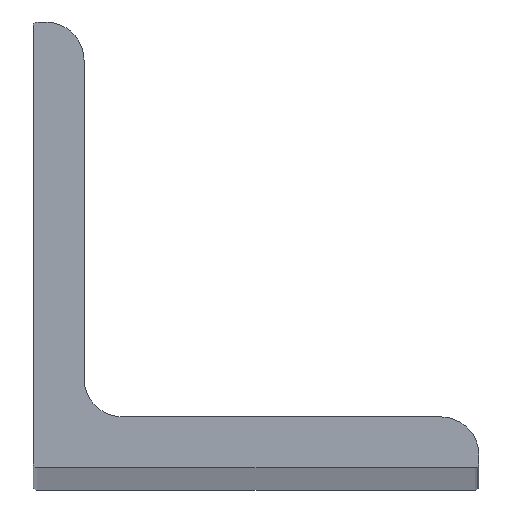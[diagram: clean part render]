
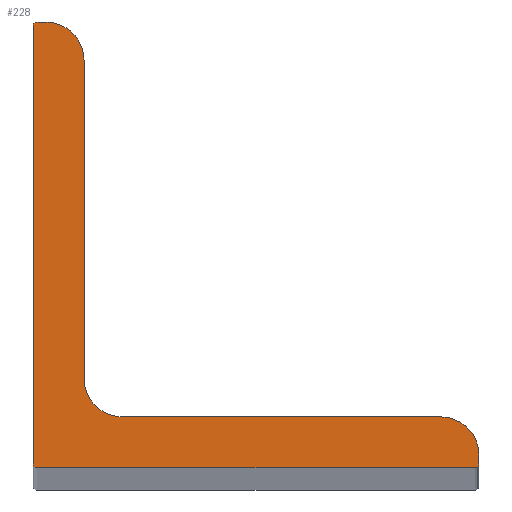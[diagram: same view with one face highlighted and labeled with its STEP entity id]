
A CAD part, top view. The second image highlights one B-rep face of the part: STEP entity #228.
In plain terms, the highlighted planar face has unit normal (0, 0, 1).
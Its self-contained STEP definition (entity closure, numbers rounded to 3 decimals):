
#2 = VECTOR ( 'NONE', #473, 1000. ) ;
#3 = EDGE_CURVE ( 'NONE', #183, #382, #24, .T. ) ;
#5 = LINE ( 'NONE', #358, #361 ) ;
#11 = DIRECTION ( 'NONE',  ( 0., 0., -1. ) ) ;
#13 = DIRECTION ( 'NONE',  ( 0., 0., 1. ) ) ;
#14 = ORIENTED_EDGE ( 'NONE', *, *, #78, .T. ) ;
#20 = VERTEX_POINT ( 'NONE', #329 ) ;
#24 = LINE ( 'NONE', #359, #218 ) ;
#25 = CARTESIAN_POINT ( 'NONE',  ( 4., 7., 1000. ) ) ;
#27 = CIRCLE ( 'NONE', #443, 0.3 ) ;
#28 = CARTESIAN_POINT ( 'NONE',  ( 0., 0., 1000. ) ) ;
#29 = VERTEX_POINT ( 'NONE', #25 ) ;
#35 = CIRCLE ( 'NONE', #438, 3. ) ;
#36 = CARTESIAN_POINT ( 'NONE',  ( 34.7, 0., 1000. ) ) ;
#39 = CARTESIAN_POINT ( 'NONE',  ( 35., 1., 1000. ) ) ;
#42 = VERTEX_POINT ( 'NONE', #462 ) ;
#43 = CARTESIAN_POINT ( 'NONE',  ( 7., 7., 1000. ) ) ;
#50 = DIRECTION ( 'NONE',  ( -1., 0., 0. ) ) ;
#53 = ORIENTED_EDGE ( 'NONE', *, *, #405, .T. ) ;
#54 = CARTESIAN_POINT ( 'NONE',  ( 32., 4., 1000. ) ) ;
#56 = DIRECTION ( 'NONE',  ( 0., 0., 1. ) ) ;
#57 = ORIENTED_EDGE ( 'NONE', *, *, #213, .T. ) ;
#62 = EDGE_CURVE ( 'NONE', #29, #77, #98, .T. ) ;
#77 = VERTEX_POINT ( 'NONE', #246 ) ;
#78 = EDGE_CURVE ( 'NONE', #160, #307, #286, .T. ) ;
#79 = VECTOR ( 'NONE', #262, 1000. ) ;
#88 = AXIS2_PLACEMENT_3D ( 'NONE', #278, #240, #385 ) ;
#93 = DIRECTION ( 'NONE',  ( -1., 0., 0. ) ) ;
#94 = ORIENTED_EDGE ( 'NONE', *, *, #221, .T. ) ;
#98 = LINE ( 'NONE', #176, #466 ) ;
#106 = DIRECTION ( 'NONE',  ( 0., 0., 1. ) ) ;
#120 = ORIENTED_EDGE ( 'NONE', *, *, #222, .T. ) ;
#125 = PLANE ( 'NONE',  #88 ) ;
#139 = DIRECTION ( 'NONE',  ( -1., 0., 0. ) ) ;
#145 = CARTESIAN_POINT ( 'NONE',  ( 0.3, 35., 1000. ) ) ;
#146 = CIRCLE ( 'NONE', #293, 3. ) ;
#148 = CARTESIAN_POINT ( 'NONE',  ( 0., 34.7, 1000. ) ) ;
#151 = LINE ( 'NONE', #28, #79 ) ;
#156 = LINE ( 'NONE', #198, #346 ) ;
#157 = ORIENTED_EDGE ( 'NONE', *, *, #62, .T. ) ;
#160 = VERTEX_POINT ( 'NONE', #39 ) ;
#163 = ORIENTED_EDGE ( 'NONE', *, *, #313, .T. ) ;
#172 = DIRECTION ( 'NONE',  ( -1., 0., 0. ) ) ;
#173 = CARTESIAN_POINT ( 'NONE',  ( 35., 0.3, 1000. ) ) ;
#176 = CARTESIAN_POINT ( 'NONE',  ( 4., 4., 1000. ) ) ;
#177 = EDGE_CURVE ( 'NONE', #416, #20, #156, .T. ) ;
#180 = CIRCLE ( 'NONE', #459, 0.3 ) ;
#183 = VERTEX_POINT ( 'NONE', #200 ) ;
#187 = LINE ( 'NONE', #402, #2 ) ;
#198 = CARTESIAN_POINT ( 'NONE',  ( 0., 35., 1000. ) ) ;
#200 = CARTESIAN_POINT ( 'NONE',  ( 1., 35., 1000. ) ) ;
#204 = DIRECTION ( 'NONE',  ( 0., 0., 1. ) ) ;
#206 = CARTESIAN_POINT ( 'NONE',  ( 0.3, 0., 1000. ) ) ;
#213 = EDGE_CURVE ( 'NONE', #20, #229, #180, .T. ) ;
#218 = VECTOR ( 'NONE', #172, 1000. ) ;
#221 = EDGE_CURVE ( 'NONE', #42, #29, #35, .T. ) ;
#222 = EDGE_CURVE ( 'NONE', #382, #416, #442, .T. ) ;
#226 = DIRECTION ( 'NONE',  ( -1., 0., 0. ) ) ;
#228 = ADVANCED_FACE ( 'NONE', ( #455 ), #125, .F. ) ;
#229 = VERTEX_POINT ( 'NONE', #206 ) ;
#235 = EDGE_CURVE ( 'NONE', #279, #160, #5, .T. ) ;
#240 = DIRECTION ( 'NONE',  ( 0., 0., -1. ) ) ;
#246 = CARTESIAN_POINT ( 'NONE',  ( 4., 32., 1000. ) ) ;
#262 = DIRECTION ( 'NONE',  ( 1., 0., 0. ) ) ;
#273 = ORIENTED_EDGE ( 'NONE', *, *, #395, .T. ) ;
#275 = DIRECTION ( 'NONE',  ( -1., 0., 0. ) ) ;
#278 = CARTESIAN_POINT ( 'NONE',  ( 0., 0., 1000. ) ) ;
#279 = VERTEX_POINT ( 'NONE', #173 ) ;
#286 = CIRCLE ( 'NONE', #450, 3. ) ;
#293 = AXIS2_PLACEMENT_3D ( 'NONE', #363, #106, #226 ) ;
#301 = AXIS2_PLACEMENT_3D ( 'NONE', #418, #204, #347 ) ;
#306 = CARTESIAN_POINT ( 'NONE',  ( 0.3, 0.3, 1000. ) ) ;
#307 = VERTEX_POINT ( 'NONE', #54 ) ;
#313 = EDGE_CURVE ( 'NONE', #444, #279, #27, .T. ) ;
#323 = CARTESIAN_POINT ( 'NONE',  ( 32., 1., 1000. ) ) ;
#329 = CARTESIAN_POINT ( 'NONE',  ( 0., 0.3, 1000. ) ) ;
#340 = ORIENTED_EDGE ( 'NONE', *, *, #3, .T. ) ;
#346 = VECTOR ( 'NONE', #420, 1000. ) ;
#347 = DIRECTION ( 'NONE',  ( -1., 0., 0. ) ) ;
#351 = CARTESIAN_POINT ( 'NONE',  ( 34.7, 0.3, 1000. ) ) ;
#352 = EDGE_LOOP ( 'NONE', ( #157, #53, #340, #120, #419, #57, #273, #163, #447, #14, #453, #94 ) ) ;
#355 = EDGE_CURVE ( 'NONE', #307, #42, #187, .T. ) ;
#358 = CARTESIAN_POINT ( 'NONE',  ( 35., 0., 1000. ) ) ;
#359 = CARTESIAN_POINT ( 'NONE',  ( 4., 35., 1000. ) ) ;
#361 = VECTOR ( 'NONE', #432, 1000. ) ;
#363 = CARTESIAN_POINT ( 'NONE',  ( 1., 32., 1000. ) ) ;
#382 = VERTEX_POINT ( 'NONE', #145 ) ;
#385 = DIRECTION ( 'NONE',  ( -1., 0., 0. ) ) ;
#395 = EDGE_CURVE ( 'NONE', #229, #444, #151, .T. ) ;
#402 = CARTESIAN_POINT ( 'NONE',  ( 35., 4., 1000. ) ) ;
#405 = EDGE_CURVE ( 'NONE', #77, #183, #146, .T. ) ;
#416 = VERTEX_POINT ( 'NONE', #148 ) ;
#418 = CARTESIAN_POINT ( 'NONE',  ( 0.3, 34.7, 1000. ) ) ;
#419 = ORIENTED_EDGE ( 'NONE', *, *, #177, .T. ) ;
#420 = DIRECTION ( 'NONE',  ( 0., -1., 0. ) ) ;
#427 = DIRECTION ( 'NONE',  ( 0., 1., 0. ) ) ;
#432 = DIRECTION ( 'NONE',  ( 0., 1., 0. ) ) ;
#438 = AXIS2_PLACEMENT_3D ( 'NONE', #43, #11, #275 ) ;
#442 = CIRCLE ( 'NONE', #301, 0.3 ) ;
#443 = AXIS2_PLACEMENT_3D ( 'NONE', #351, #56, #93 ) ;
#444 = VERTEX_POINT ( 'NONE', #36 ) ;
#447 = ORIENTED_EDGE ( 'NONE', *, *, #235, .T. ) ;
#450 = AXIS2_PLACEMENT_3D ( 'NONE', #323, #465, #139 ) ;
#453 = ORIENTED_EDGE ( 'NONE', *, *, #355, .T. ) ;
#455 = FACE_OUTER_BOUND ( 'NONE', #352, .T. ) ;
#459 = AXIS2_PLACEMENT_3D ( 'NONE', #306, #13, #50 ) ;
#462 = CARTESIAN_POINT ( 'NONE',  ( 7., 4., 1000. ) ) ;
#465 = DIRECTION ( 'NONE',  ( 0., 0., 1. ) ) ;
#466 = VECTOR ( 'NONE', #427, 1000. ) ;
#473 = DIRECTION ( 'NONE',  ( -1., 0., 0. ) ) ;
